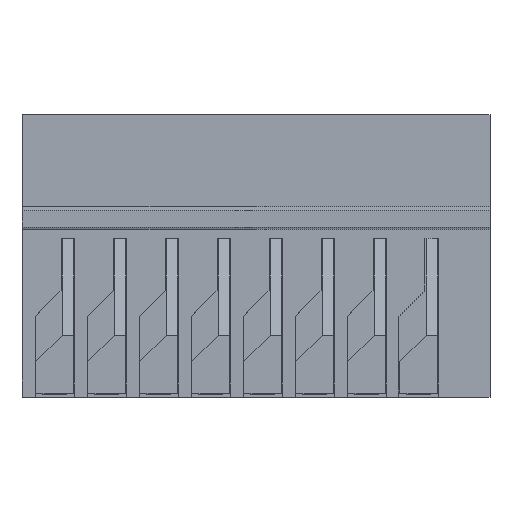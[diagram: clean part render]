
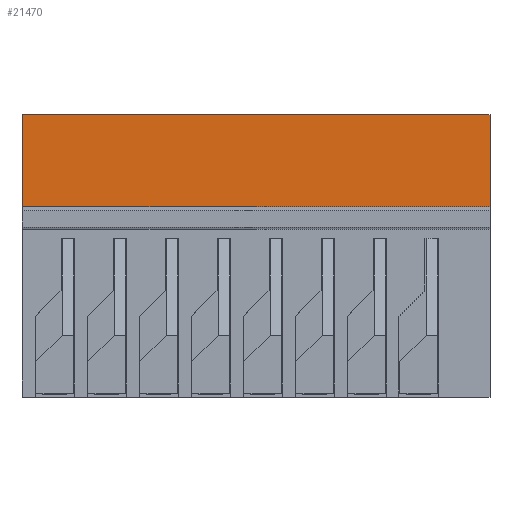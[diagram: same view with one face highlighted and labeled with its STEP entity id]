
A CAD part, top view. The second image highlights one B-rep face of the part: STEP entity #21470.
In plain terms, the highlighted planar face has unit normal (0, 0, 1).
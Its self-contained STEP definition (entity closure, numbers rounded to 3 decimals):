
#17001 = PLANE('',#17002);
#17002 = AXIS2_PLACEMENT_3D('',#17003,#17004,#17005);
#17003 = CARTESIAN_POINT('',(0.,-1.382,
    5.472));
#17004 = DIRECTION('',(1.,0.,0.));
#17005 = DIRECTION('',(0.,0.,1.));
#17057 = PLANE('',#17058);
#17058 = AXIS2_PLACEMENT_3D('',#17059,#17060,#17061);
#17059 = CARTESIAN_POINT('',(22.86,-1.382,5.472));
#17060 = DIRECTION('',(1.,0.,0.));
#17061 = DIRECTION('',(0.,0.,1.));
#18226 = VERTEX_POINT('',#18227);
#18227 = CARTESIAN_POINT('',(0.,5.4,11.));
#18241 = PLANE('',#18242);
#18242 = AXIS2_PLACEMENT_3D('',#18243,#18244,#18245);
#18243 = CARTESIAN_POINT('',(0.,5.4,0.
    ));
#18244 = DIRECTION('',(0.,-1.,0.));
#18245 = DIRECTION('',(0.,0.,1.));
#18253 = EDGE_CURVE('',#18226,#18254,#18256,.T.);
#18254 = VERTEX_POINT('',#18255);
#18255 = CARTESIAN_POINT('',(0.,0.9,11.));
#18256 = SURFACE_CURVE('',#18257,(#18261,#18268),.PCURVE_S1.);
#18257 = LINE('',#18258,#18259);
#18258 = CARTESIAN_POINT('',(0.,5.4,11.));
#18259 = VECTOR('',#18260,1.);
#18260 = DIRECTION('',(0.,-1.,0.));
#18261 = PCURVE('',#17001,#18262);
#18262 = DEFINITIONAL_REPRESENTATION('',(#18263),#18267);
#18263 = LINE('',#18264,#18265);
#18264 = CARTESIAN_POINT('',(5.528,-6.782));
#18265 = VECTOR('',#18266,1.);
#18266 = DIRECTION('',(0.,1.));
#18267 = ( GEOMETRIC_REPRESENTATION_CONTEXT(2) 
PARAMETRIC_REPRESENTATION_CONTEXT() REPRESENTATION_CONTEXT('2D SPACE',''
  ) );
#18268 = PCURVE('',#18269,#18274);
#18269 = PLANE('',#18270);
#18270 = AXIS2_PLACEMENT_3D('',#18271,#18272,#18273);
#18271 = CARTESIAN_POINT('',(0.,5.4,11.));
#18272 = DIRECTION('',(0.,0.,-1.));
#18273 = DIRECTION('',(0.,-1.,0.));
#18274 = DEFINITIONAL_REPRESENTATION('',(#18275),#18279);
#18275 = LINE('',#18276,#18277);
#18276 = CARTESIAN_POINT('',(0.,0.));
#18277 = VECTOR('',#18278,1.);
#18278 = DIRECTION('',(1.,0.));
#18279 = ( GEOMETRIC_REPRESENTATION_CONTEXT(2) 
PARAMETRIC_REPRESENTATION_CONTEXT() REPRESENTATION_CONTEXT('2D SPACE',''
  ) );
#18297 = PLANE('',#18298);
#18298 = AXIS2_PLACEMENT_3D('',#18299,#18300,#18301);
#18299 = CARTESIAN_POINT('',(0.,0.9,11.));
#18300 = DIRECTION('',(0.,-0.894,-0.447));
#18301 = DIRECTION('',(0.,-0.447,0.894));
#20863 = VERTEX_POINT('',#20864);
#20864 = CARTESIAN_POINT('',(22.86,5.4,11.));
#20885 = EDGE_CURVE('',#20863,#20886,#20888,.T.);
#20886 = VERTEX_POINT('',#20887);
#20887 = CARTESIAN_POINT('',(22.86,0.9,11.));
#20888 = SURFACE_CURVE('',#20889,(#20893,#20900),.PCURVE_S1.);
#20889 = LINE('',#20890,#20891);
#20890 = CARTESIAN_POINT('',(22.86,5.4,11.));
#20891 = VECTOR('',#20892,1.);
#20892 = DIRECTION('',(0.,-1.,0.));
#20893 = PCURVE('',#17057,#20894);
#20894 = DEFINITIONAL_REPRESENTATION('',(#20895),#20899);
#20895 = LINE('',#20896,#20897);
#20896 = CARTESIAN_POINT('',(5.528,-6.782));
#20897 = VECTOR('',#20898,1.);
#20898 = DIRECTION('',(0.,1.));
#20899 = ( GEOMETRIC_REPRESENTATION_CONTEXT(2) 
PARAMETRIC_REPRESENTATION_CONTEXT() REPRESENTATION_CONTEXT('2D SPACE',''
  ) );
#20900 = PCURVE('',#18269,#20901);
#20901 = DEFINITIONAL_REPRESENTATION('',(#20902),#20906);
#20902 = LINE('',#20903,#20904);
#20903 = CARTESIAN_POINT('',(0.,-22.86));
#20904 = VECTOR('',#20905,1.);
#20905 = DIRECTION('',(1.,0.));
#20906 = ( GEOMETRIC_REPRESENTATION_CONTEXT(2) 
PARAMETRIC_REPRESENTATION_CONTEXT() REPRESENTATION_CONTEXT('2D SPACE',''
  ) );
#21449 = EDGE_CURVE('',#18226,#20863,#21450,.T.);
#21450 = SURFACE_CURVE('',#21451,(#21455,#21462),.PCURVE_S1.);
#21451 = LINE('',#21452,#21453);
#21452 = CARTESIAN_POINT('',(0.,5.4,11.));
#21453 = VECTOR('',#21454,1.);
#21454 = DIRECTION('',(1.,0.,0.));
#21455 = PCURVE('',#18241,#21456);
#21456 = DEFINITIONAL_REPRESENTATION('',(#21457),#21461);
#21457 = LINE('',#21458,#21459);
#21458 = CARTESIAN_POINT('',(11.,0.));
#21459 = VECTOR('',#21460,1.);
#21460 = DIRECTION('',(0.,-1.));
#21461 = ( GEOMETRIC_REPRESENTATION_CONTEXT(2) 
PARAMETRIC_REPRESENTATION_CONTEXT() REPRESENTATION_CONTEXT('2D SPACE',''
  ) );
#21462 = PCURVE('',#18269,#21463);
#21463 = DEFINITIONAL_REPRESENTATION('',(#21464),#21468);
#21464 = LINE('',#21465,#21466);
#21465 = CARTESIAN_POINT('',(0.,0.));
#21466 = VECTOR('',#21467,1.);
#21467 = DIRECTION('',(0.,-1.));
#21468 = ( GEOMETRIC_REPRESENTATION_CONTEXT(2) 
PARAMETRIC_REPRESENTATION_CONTEXT() REPRESENTATION_CONTEXT('2D SPACE',''
  ) );
#21470 = ADVANCED_FACE('',(#21471),#18269,.F.);
#21471 = FACE_BOUND('',#21472,.F.);
#21472 = EDGE_LOOP('',(#21473,#21474,#21475,#21496));
#21473 = ORIENTED_EDGE('',*,*,#21449,.T.);
#21474 = ORIENTED_EDGE('',*,*,#20885,.T.);
#21475 = ORIENTED_EDGE('',*,*,#21476,.F.);
#21476 = EDGE_CURVE('',#18254,#20886,#21477,.T.);
#21477 = SURFACE_CURVE('',#21478,(#21482,#21489),.PCURVE_S1.);
#21478 = LINE('',#21479,#21480);
#21479 = CARTESIAN_POINT('',(0.,0.9,11.));
#21480 = VECTOR('',#21481,1.);
#21481 = DIRECTION('',(1.,0.,0.));
#21482 = PCURVE('',#18269,#21483);
#21483 = DEFINITIONAL_REPRESENTATION('',(#21484),#21488);
#21484 = LINE('',#21485,#21486);
#21485 = CARTESIAN_POINT('',(4.5,0.));
#21486 = VECTOR('',#21487,1.);
#21487 = DIRECTION('',(0.,-1.));
#21488 = ( GEOMETRIC_REPRESENTATION_CONTEXT(2) 
PARAMETRIC_REPRESENTATION_CONTEXT() REPRESENTATION_CONTEXT('2D SPACE',''
  ) );
#21489 = PCURVE('',#18297,#21490);
#21490 = DEFINITIONAL_REPRESENTATION('',(#21491),#21495);
#21491 = LINE('',#21492,#21493);
#21492 = CARTESIAN_POINT('',(0.,0.));
#21493 = VECTOR('',#21494,1.);
#21494 = DIRECTION('',(0.,-1.));
#21495 = ( GEOMETRIC_REPRESENTATION_CONTEXT(2) 
PARAMETRIC_REPRESENTATION_CONTEXT() REPRESENTATION_CONTEXT('2D SPACE',''
  ) );
#21496 = ORIENTED_EDGE('',*,*,#18253,.F.);
